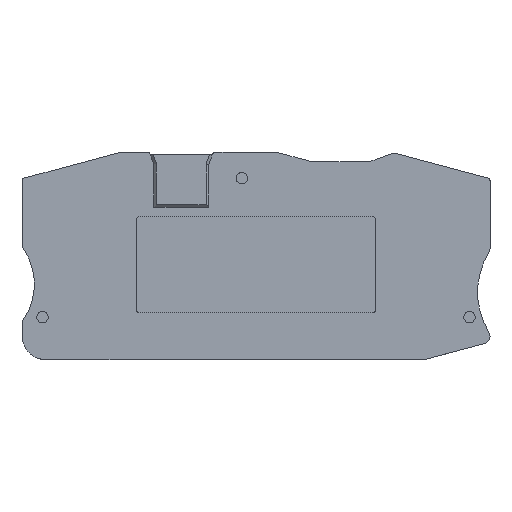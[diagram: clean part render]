
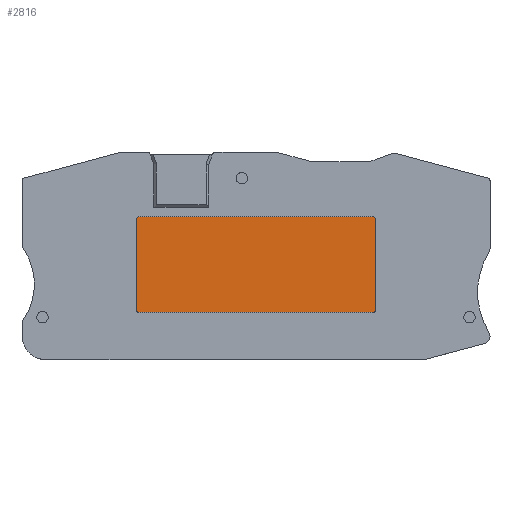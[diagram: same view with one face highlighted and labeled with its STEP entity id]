
A CAD part, top view. The second image highlights one B-rep face of the part: STEP entity #2816.
In plain terms, the highlighted planar face has unit normal (0, 0, 1).
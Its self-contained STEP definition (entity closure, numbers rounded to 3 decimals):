
#953=CARTESIAN_POINT('',(-8.85,29.6,8.2));
#954=DIRECTION('',(0.,0.,1.));
#955=DIRECTION('',(0.,1.,0.));
#956=AXIS2_PLACEMENT_3D('',#953,#954,#955);
#958=DIRECTION('',(-1.,0.,0.));
#959=VECTOR('',#958,49.);
#960=CARTESIAN_POINT('',(40.15,30.1,8.2));
#961=LINE('',#960,#959);
#962=CARTESIAN_POINT('',(40.15,29.6,8.2));
#963=DIRECTION('',(0.,0.,1.));
#964=DIRECTION('',(1.,0.,0.));
#965=AXIS2_PLACEMENT_3D('',#962,#963,#964);
#967=DIRECTION('',(0.,1.,0.));
#968=VECTOR('',#967,19.);
#969=CARTESIAN_POINT('',(40.65,10.6,8.2));
#970=LINE('',#969,#968);
#971=CARTESIAN_POINT('',(40.15,10.6,8.2));
#972=DIRECTION('',(0.,0.,1.));
#973=DIRECTION('',(0.,-1.,0.));
#974=AXIS2_PLACEMENT_3D('',#971,#972,#973);
#976=DIRECTION('',(1.,0.,0.));
#977=VECTOR('',#976,49.);
#978=CARTESIAN_POINT('',(-8.85,10.1,8.2));
#979=LINE('',#978,#977);
#980=CARTESIAN_POINT('',(-8.85,10.6,8.2));
#981=DIRECTION('',(0.,0.,1.));
#982=DIRECTION('',(-1.,0.,0.));
#983=AXIS2_PLACEMENT_3D('',#980,#981,#982);
#985=DIRECTION('',(0.,-1.,0.));
#986=VECTOR('',#985,19.);
#987=CARTESIAN_POINT('',(-9.35,29.6,8.2));
#988=LINE('',#987,#986);
#1472=CARTESIAN_POINT('',(-8.85,30.1,8.2));
#1473=CARTESIAN_POINT('',(-9.35,29.6,8.2));
#1474=VERTEX_POINT('',#1472);
#1475=VERTEX_POINT('',#1473);
#1480=CARTESIAN_POINT('',(-9.35,10.6,8.2));
#1481=CARTESIAN_POINT('',(-8.85,10.1,8.2));
#1482=VERTEX_POINT('',#1480);
#1483=VERTEX_POINT('',#1481);
#1488=CARTESIAN_POINT('',(40.15,10.1,8.2));
#1489=CARTESIAN_POINT('',(40.65,10.6,8.2));
#1490=VERTEX_POINT('',#1488);
#1491=VERTEX_POINT('',#1489);
#1496=CARTESIAN_POINT('',(40.65,29.6,8.2));
#1497=CARTESIAN_POINT('',(40.15,30.1,8.2));
#1498=VERTEX_POINT('',#1496);
#1499=VERTEX_POINT('',#1497);
#2795=CARTESIAN_POINT('',(0.,0.,8.2));
#2796=DIRECTION('',(0.,0.,1.));
#2797=DIRECTION('',(1.,0.,0.));
#2798=AXIS2_PLACEMENT_3D('',#2795,#2796,#2797);
#2799=PLANE('',#2798);
#2800=ORIENTED_EDGE('',*,*,#2786,.F.);
#2802=ORIENTED_EDGE('',*,*,#2801,.F.);
#2804=ORIENTED_EDGE('',*,*,#2803,.F.);
#2806=ORIENTED_EDGE('',*,*,#2805,.F.);
#2808=ORIENTED_EDGE('',*,*,#2807,.F.);
#2810=ORIENTED_EDGE('',*,*,#2809,.F.);
#2812=ORIENTED_EDGE('',*,*,#2811,.F.);
#2813=ORIENTED_EDGE('',*,*,#2773,.F.);
#2814=EDGE_LOOP('',(#2800,#2802,#2804,#2806,#2808,#2810,#2812,#2813));
#2815=FACE_OUTER_BOUND('',#2814,.F.);
#2816=ADVANCED_FACE('',(#2815),#2799,.T.);
#957=CIRCLE('',#956,0.5);
#966=CIRCLE('',#965,0.5);
#975=CIRCLE('',#974,0.5);
#984=CIRCLE('',#983,0.5);
#2773=EDGE_CURVE('',#1475,#1482,#988,.T.);
#2786=EDGE_CURVE('',#1474,#1475,#957,.T.);
#2801=EDGE_CURVE('',#1499,#1474,#961,.T.);
#2803=EDGE_CURVE('',#1498,#1499,#966,.T.);
#2805=EDGE_CURVE('',#1491,#1498,#970,.T.);
#2807=EDGE_CURVE('',#1490,#1491,#975,.T.);
#2809=EDGE_CURVE('',#1483,#1490,#979,.T.);
#2811=EDGE_CURVE('',#1482,#1483,#984,.T.);
